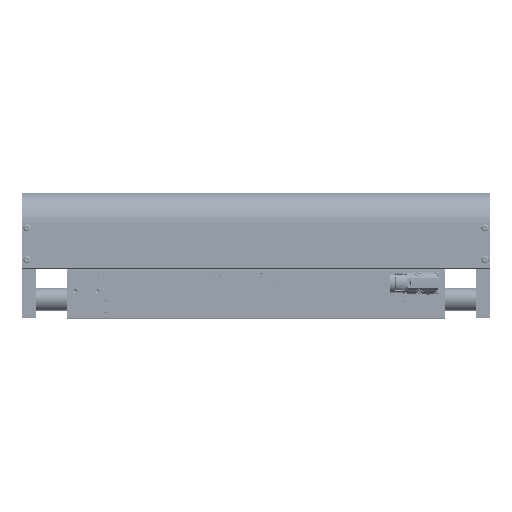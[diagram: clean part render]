
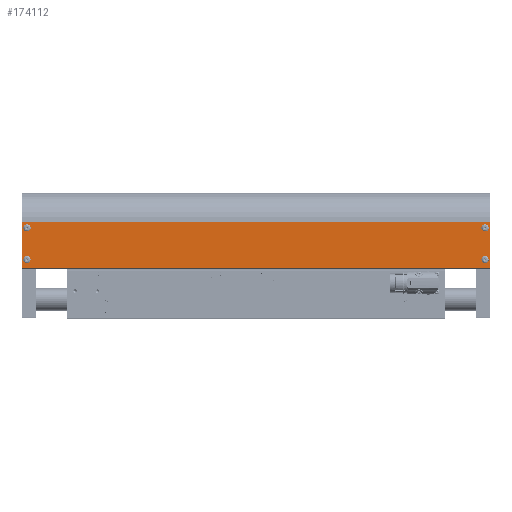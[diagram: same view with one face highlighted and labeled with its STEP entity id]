
A CAD part, top view. The second image highlights one B-rep face of the part: STEP entity #174112.
In plain terms, the highlighted face is planar.
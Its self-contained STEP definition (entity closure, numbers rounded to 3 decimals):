
#7000 = CARTESIAN_POINT ( 'NONE',  ( -32., -7., 7.4 ) ) ;
#9867 = DIRECTION ( 'NONE',  ( 0., 0., 1. ) ) ;
#11128 = VECTOR ( 'NONE', #152962, 1000. ) ;
#15443 = EDGE_CURVE ( 'NONE', #105297, #105297, #169175, .T. ) ;
#17279 = VECTOR ( 'NONE', #133357, 1000. ) ;
#23070 = CARTESIAN_POINT ( 'NONE',  ( -32., -42., 5. ) ) ;
#23214 = CARTESIAN_POINT ( 'NONE',  ( -32., -7., 514.4 ) ) ;
#23446 = LINE ( 'NONE', #78462, #30216 ) ;
#24875 = EDGE_CURVE ( 'NONE', #34484, #34484, #50315, .T. ) ;
#26024 = PLANE ( 'NONE',  #159924 ) ;
#27814 = DIRECTION ( 'NONE',  ( 0., 1., 0. ) ) ;
#30216 = VECTOR ( 'NONE', #117272, 1000. ) ;
#30495 = DIRECTION ( 'NONE',  ( 1., 0., 0. ) ) ;
#31393 = DIRECTION ( 'NONE',  ( 0., 0., 1. ) ) ;
#34484 = VERTEX_POINT ( 'NONE', #127505 ) ;
#39560 = FACE_OUTER_BOUND ( 'NONE', #96426, .T. ) ;
#39717 = ORIENTED_EDGE ( 'NONE', *, *, #96675, .F. ) ;
#42442 = CARTESIAN_POINT ( 'NONE',  ( -32., 0., 0. ) ) ;
#43396 = EDGE_CURVE ( 'NONE', #64066, #64066, #101086, .T. ) ;
#44738 = CIRCLE ( 'NONE', #145562, 2.4 ) ;
#50129 = DIRECTION ( 'NONE',  ( -1., 0., 0. ) ) ;
#50315 = CIRCLE ( 'NONE', #107850, 2.4 ) ;
#52544 = EDGE_LOOP ( 'NONE', ( #120218 ) ) ;
#53779 = LINE ( 'NONE', #97906, #11128 ) ;
#53997 = ORIENTED_EDGE ( 'NONE', *, *, #74724, .T. ) ;
#62332 = VECTOR ( 'NONE', #9867, 1000. ) ;
#64066 = VERTEX_POINT ( 'NONE', #176046 ) ;
#64802 = EDGE_LOOP ( 'NONE', ( #106477 ) ) ;
#65444 = VERTEX_POINT ( 'NONE', #117510 ) ;
#67541 = DIRECTION ( 'NONE',  ( -1., 0., 0. ) ) ;
#72286 = AXIS2_PLACEMENT_3D ( 'NONE', #23070, #50129, #75411 ) ;
#74724 = EDGE_CURVE ( 'NONE', #154842, #143977, #157879, .T. ) ;
#75411 = DIRECTION ( 'NONE',  ( 0., 0., 1. ) ) ;
#76649 = CARTESIAN_POINT ( 'NONE',  ( -32., -51.5, 517. ) ) ;
#78462 = CARTESIAN_POINT ( 'NONE',  ( -32., 0., 0. ) ) ;
#80896 = CARTESIAN_POINT ( 'NONE',  ( -32., -7., 512. ) ) ;
#81466 = ORIENTED_EDGE ( 'NONE', *, *, #15443, .F. ) ;
#81780 = DIRECTION ( 'NONE',  ( -1., 0., 0. ) ) ;
#83746 = CARTESIAN_POINT ( 'NONE',  ( -32., -42., 512. ) ) ;
#86669 = ORIENTED_EDGE ( 'NONE', *, *, #146213, .T. ) ;
#87112 = CARTESIAN_POINT ( 'NONE',  ( -32., -51.5, 0. ) ) ;
#93589 = CARTESIAN_POINT ( 'NONE',  ( -32., 0., 517. ) ) ;
#94550 = FACE_BOUND ( 'NONE', #160462, .T. ) ;
#96426 = EDGE_LOOP ( 'NONE', ( #86669, #53997, #39717, #138273 ) ) ;
#96675 = EDGE_CURVE ( 'NONE', #65444, #143977, #172291, .T. ) ;
#97906 = CARTESIAN_POINT ( 'NONE',  ( -32., 0., 517. ) ) ;
#101086 = CIRCLE ( 'NONE', #72286, 2.4 ) ;
#105297 = VERTEX_POINT ( 'NONE', #23214 ) ;
#106477 = ORIENTED_EDGE ( 'NONE', *, *, #43396, .F. ) ;
#107235 = FACE_BOUND ( 'NONE', #64802, .T. ) ;
#107850 = AXIS2_PLACEMENT_3D ( 'NONE', #83746, #67541, #108151 ) ;
#108151 = DIRECTION ( 'NONE',  ( 0., 0., 1. ) ) ;
#110089 = EDGE_CURVE ( 'NONE', #65444, #149505, #53779, .T. ) ;
#117272 = DIRECTION ( 'NONE',  ( 0., -1., 0. ) ) ;
#117510 = CARTESIAN_POINT ( 'NONE',  ( -32., 0., 517. ) ) ;
#119432 = CARTESIAN_POINT ( 'NONE',  ( -32., -51.5, 517. ) ) ;
#120218 = ORIENTED_EDGE ( 'NONE', *, *, #125213, .F. ) ;
#125213 = EDGE_CURVE ( 'NONE', #170423, #170423, #44738, .T. ) ;
#127505 = CARTESIAN_POINT ( 'NONE',  ( -32., -42., 514.4 ) ) ;
#133357 = DIRECTION ( 'NONE',  ( 0., -1., 0. ) ) ;
#138273 = ORIENTED_EDGE ( 'NONE', *, *, #110089, .T. ) ;
#143093 = EDGE_LOOP ( 'NONE', ( #169690 ) ) ;
#143977 = VERTEX_POINT ( 'NONE', #119432 ) ;
#145562 = AXIS2_PLACEMENT_3D ( 'NONE', #167753, #158376, #31393 ) ;
#146213 = EDGE_CURVE ( 'NONE', #149505, #154842, #23446, .T. ) ;
#148728 = FACE_BOUND ( 'NONE', #143093, .T. ) ;
#149505 = VERTEX_POINT ( 'NONE', #42442 ) ;
#149605 = FACE_BOUND ( 'NONE', #52544, .T. ) ;
#150363 = DIRECTION ( 'NONE',  ( 0., 0., 1. ) ) ;
#152962 = DIRECTION ( 'NONE',  ( 0., 0., -1. ) ) ;
#154842 = VERTEX_POINT ( 'NONE', #87112 ) ;
#157879 = LINE ( 'NONE', #76649, #62332 ) ;
#158376 = DIRECTION ( 'NONE',  ( -1., 0., 0. ) ) ;
#159924 = AXIS2_PLACEMENT_3D ( 'NONE', #166797, #30495, #27814 ) ;
#160462 = EDGE_LOOP ( 'NONE', ( #81466 ) ) ;
#160468 = AXIS2_PLACEMENT_3D ( 'NONE', #80896, #81780, #150363 ) ;
#166797 = CARTESIAN_POINT ( 'NONE',  ( -32., 0., 517. ) ) ;
#167753 = CARTESIAN_POINT ( 'NONE',  ( -32., -7., 5. ) ) ;
#169175 = CIRCLE ( 'NONE', #160468, 2.4 ) ;
#169690 = ORIENTED_EDGE ( 'NONE', *, *, #24875, .F. ) ;
#170423 = VERTEX_POINT ( 'NONE', #7000 ) ;
#172291 = LINE ( 'NONE', #93589, #17279 ) ;
#174112 = ADVANCED_FACE ( 'NONE', ( #107235, #148728, #39560, #94550, #149605 ), #26024, .F. ) ;
#176046 = CARTESIAN_POINT ( 'NONE',  ( -32., -42., 7.4 ) ) ;
